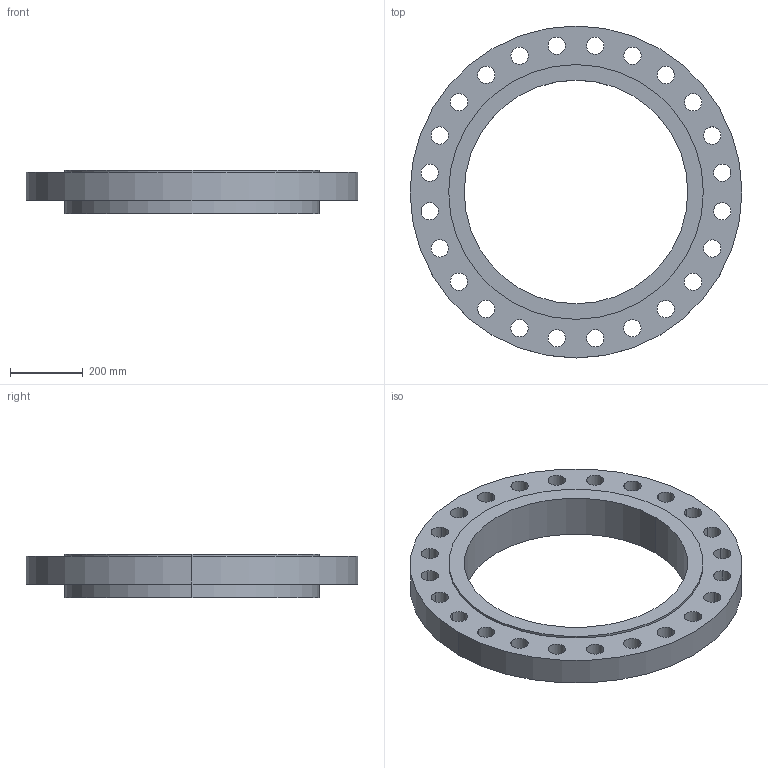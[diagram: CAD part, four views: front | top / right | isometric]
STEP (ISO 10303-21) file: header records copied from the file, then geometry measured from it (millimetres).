
FILE_DESCRIPTION (( 'STEP AP203' ), '1' );
FILE_NAME ('Slip On Flange 400-NPS24.STEP', '2025-05-07T01:22:31', '' );
FILE_SCHEMA (( 'CONFIG_CONTROL_DESIGN' ));
Length unit declared in the file: inch
Products named in the file (1): Slip On Flange 400-NPS24
Bounding box: 914.4 x 914.4 x 120.65 mm (x, y, z)
Volume: 27996131 mm3; surface area: 1456152.5 mm2
Topology: 1 solids, 1 shells, 60 faces, 168 edges, 112 vertices
Faces by surface type: cylinder 56, plane 4
Entity records: 2183 total; most frequent: DIRECTION 402, CARTESIAN_POINT 341, ORIENTED_EDGE 336, AXIS2_PLACEMENT_3D 173, EDGE_CURVE 168, EDGE_LOOP 112, VERTEX_POINT 112, CIRCLE 112
